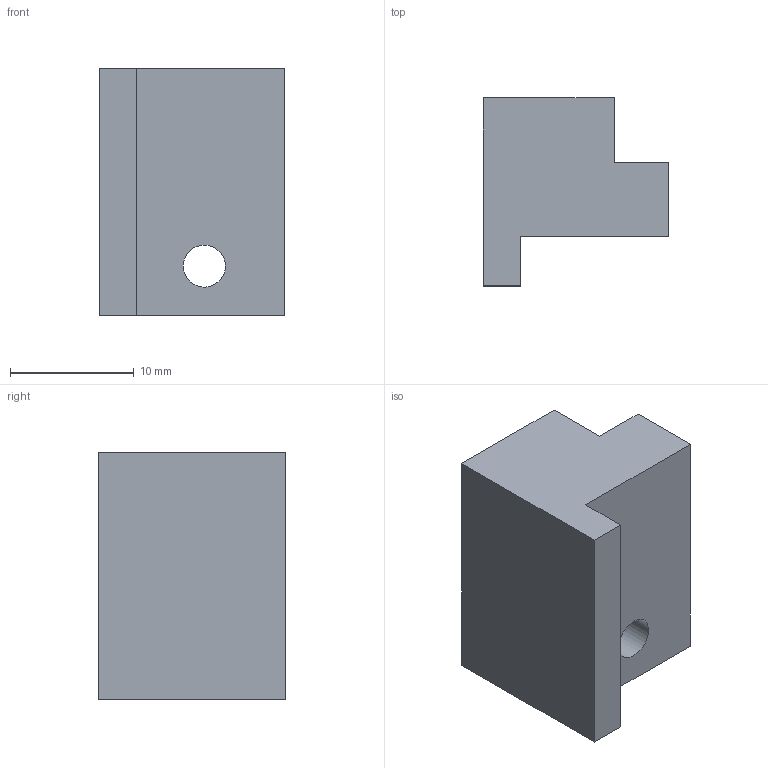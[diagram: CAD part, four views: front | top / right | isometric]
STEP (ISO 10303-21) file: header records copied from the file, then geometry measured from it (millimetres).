
FILE_DESCRIPTION (( 'STEP AP203' ), '1' );
FILE_NAME ('glass support-OH.STEP', '2018-01-09T01:56:40', ( '' ), ( '' ), 'SwSTEP 2.0', 'SolidWorks 2017', '' );
FILE_SCHEMA (( 'CONFIG_CONTROL_DESIGN' ));
Length unit declared in the file: millimetre
Products named in the file (1): glass support-OH
Bounding box: 15 x 15.2 x 20 mm (x, y, z)
Volume: 2650 mm3; surface area: 1702 mm2
Topology: 1 solids, 1 shells, 20 faces, 54 edges, 36 vertices
Faces by surface type: plane 15, cylinder 5
Entity records: 713 total; most frequent: CARTESIAN_POINT 111, DIRECTION 110, ORIENTED_EDGE 108, EDGE_CURVE 54, VECTOR 40, LINE 40, VERTEX_POINT 36, AXIS2_PLACEMENT_3D 35
